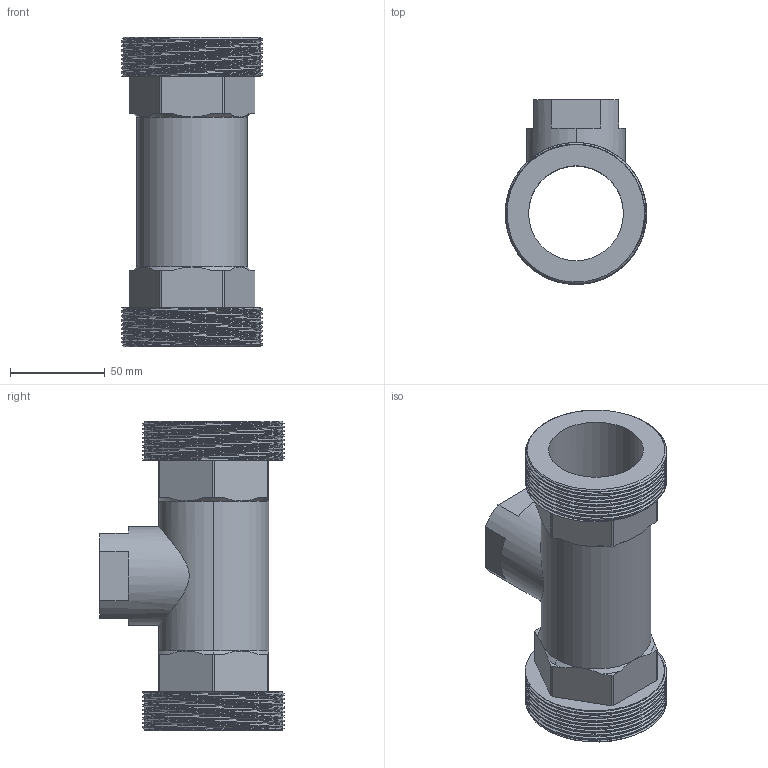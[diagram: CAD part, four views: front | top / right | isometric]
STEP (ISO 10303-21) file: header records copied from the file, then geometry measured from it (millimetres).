
FILE_DESCRIPTION (( 'STEP AP203' ), '1' );
FILE_NAME ('4-管道三通.STEP', '2023-02-09T00:40:30', ( '' ), ( '' ), 'SwSTEP 2.0', 'SolidWorks 2018', '' );
FILE_SCHEMA (( 'CONFIG_CONTROL_DESIGN' ));
Length unit declared in the file: millimetre
Products named in the file (1): 4-管道三通
Bounding box: 74.6 x 97.24 x 163 mm (x, y, z)
Volume: 229639.1 mm3; surface area: 81354.7 mm2
Topology: 1 solids, 1 shells, 160 faces, 443 edges, 290 vertices
Faces by surface type: cylinder 73, plane 51, cone 23, bspline 13
Entity records: 18920 total; most frequent: CARTESIAN_POINT 15267, ORIENTED_EDGE 886, DIRECTION 605, EDGE_CURVE 443, VERTEX_POINT 290, AXIS2_PLACEMENT_3D 211, LINE 183, VECTOR 183
